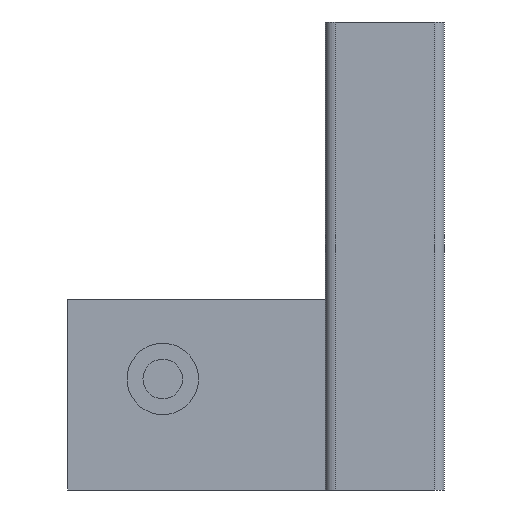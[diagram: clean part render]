
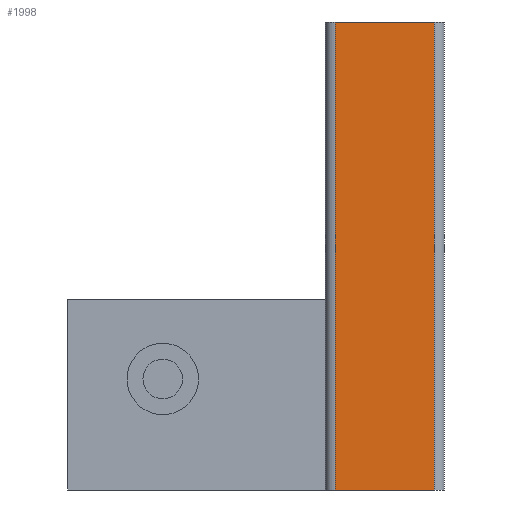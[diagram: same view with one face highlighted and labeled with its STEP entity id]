
A CAD part, front view. The second image highlights one B-rep face of the part: STEP entity #1998.
In plain terms, the highlighted planar face has unit normal (0, -1, 0).
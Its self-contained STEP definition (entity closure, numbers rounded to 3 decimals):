
#164=FACE_OUTER_BOUND('',#276,.T.);
#276=EDGE_LOOP('',(#1402,#1403,#1404,#1405));
#407=LINE('',#2896,#625);
#433=LINE('',#2987,#651);
#437=LINE('',#2998,#655);
#438=LINE('',#3001,#656);
#625=VECTOR('',#2312,10.);
#651=VECTOR('',#2376,10.);
#655=VECTOR('',#2388,10.);
#656=VECTOR('',#2393,10.);
#843=VERTEX_POINT('',#2893);
#844=VERTEX_POINT('',#2895);
#873=VERTEX_POINT('',#2985);
#876=VERTEX_POINT('',#2997);
#1039=EDGE_CURVE('',#843,#844,#407,.T.);
#1079=EDGE_CURVE('',#873,#843,#433,.T.);
#1084=EDGE_CURVE('',#844,#876,#437,.T.);
#1086=EDGE_CURVE('',#873,#876,#438,.T.);
#1402=ORIENTED_EDGE('',*,*,#1079,.F.);
#1403=ORIENTED_EDGE('',*,*,#1086,.T.);
#1404=ORIENTED_EDGE('',*,*,#1084,.F.);
#1405=ORIENTED_EDGE('',*,*,#1039,.F.);
#1910=PLANE('',#2138);
#1998=ADVANCED_FACE('',(#164),#1910,.T.);
#2138=AXIS2_PLACEMENT_3D('',#3000,#2391,#2392);
#2312=DIRECTION('',(1.,0.,0.));
#2376=DIRECTION('',(0.,0.,1.));
#2388=DIRECTION('',(0.,0.,-1.));
#2391=DIRECTION('center_axis',(0.,-1.,0.));
#2392=DIRECTION('ref_axis',(1.,0.,0.));
#2393=DIRECTION('',(1.,0.,0.));
#2893=CARTESIAN_POINT('',(13.75,-21.5,59.));
#2895=CARTESIAN_POINT('',(26.25,-21.5,59.));
#2896=CARTESIAN_POINT('',(12.5,-21.5,59.));
#2985=CARTESIAN_POINT('',(13.75,-21.5,0.));
#2987=CARTESIAN_POINT('',(13.75,-21.5,0.));
#2997=CARTESIAN_POINT('',(26.25,-21.5,0.));
#2998=CARTESIAN_POINT('',(26.25,-21.5,0.));
#3000=CARTESIAN_POINT('Origin',(12.5,-21.5,0.));
#3001=CARTESIAN_POINT('',(12.5,-21.5,0.));
